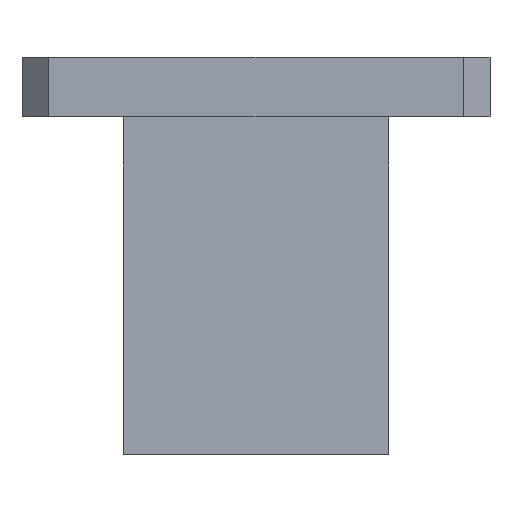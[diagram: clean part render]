
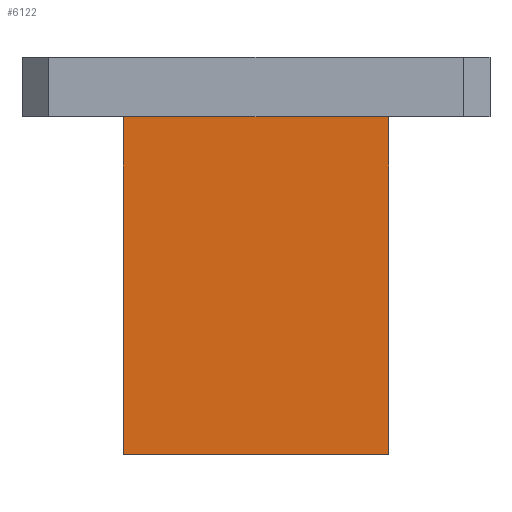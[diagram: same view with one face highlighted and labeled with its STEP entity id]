
A CAD part, front view. The second image highlights one B-rep face of the part: STEP entity #6122.
In plain terms, the highlighted planar face has unit normal (0, -1, 0).
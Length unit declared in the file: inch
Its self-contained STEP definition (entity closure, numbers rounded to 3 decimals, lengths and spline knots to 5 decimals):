
#25 = DIRECTION ( 'NONE',  ( 0., 0., 1. ) ) ;
#422 = CARTESIAN_POINT ( 'NONE',  ( -0.5, -0.25, -1.5 ) ) ;
#634 = ORIENTED_EDGE ( 'NONE', *, *, #7096, .T. ) ;
#1157 = DIRECTION ( 'NONE',  ( -1., 0., 0. ) ) ;
#1977 = EDGE_CURVE ( 'NONE', #10905, #10268, #3504, .T. ) ;
#2380 = EDGE_CURVE ( 'NONE', #9773, #10268, #4615, .T. ) ;
#2561 = CARTESIAN_POINT ( 'NONE',  ( -0.5, -0.25, -1.5 ) ) ;
#2930 = DIRECTION ( 'NONE',  ( 0., -1., 0. ) ) ;
#3102 = ORIENTED_EDGE ( 'NONE', *, *, #1977, .T. ) ;
#3504 = LINE ( 'NONE', #4487, #3738 ) ;
#3538 = VECTOR ( 'NONE', #10530, 39.37008 ) ;
#3738 = VECTOR ( 'NONE', #1157, 39.37008 ) ;
#4182 = VECTOR ( 'NONE', #25, 39.37008 ) ;
#4487 = CARTESIAN_POINT ( 'NONE',  ( 0., -0.25, -0.225 ) ) ;
#4615 = LINE ( 'NONE', #7985, #13422 ) ;
#5536 = ORIENTED_EDGE ( 'NONE', *, *, #8564, .T. ) ;
#6122 = ADVANCED_FACE ( 'NONE', ( #12205 ), #10996, .T. ) ;
#7096 = EDGE_CURVE ( 'NONE', #9773, #12797, #11584, .T. ) ;
#7197 = CARTESIAN_POINT ( 'NONE',  ( -0.5, -0.25, -0.225 ) ) ;
#7869 = CARTESIAN_POINT ( 'NONE',  ( 0.5, -0.25, -1.5 ) ) ;
#7985 = CARTESIAN_POINT ( 'NONE',  ( -0.5, -0.25, -1.5 ) ) ;
#8564 = EDGE_CURVE ( 'NONE', #12797, #10905, #11278, .T. ) ;
#8865 = CARTESIAN_POINT ( 'NONE',  ( -0.5, -0.25, -1.5 ) ) ;
#9196 = DIRECTION ( 'NONE',  ( 0., 0., 1. ) ) ;
#9773 = VERTEX_POINT ( 'NONE', #2561 ) ;
#10268 = VERTEX_POINT ( 'NONE', #7197 ) ;
#10530 = DIRECTION ( 'NONE',  ( 1., 0., 0. ) ) ;
#10905 = VERTEX_POINT ( 'NONE', #11466 ) ;
#10996 = PLANE ( 'NONE',  #11272 ) ;
#11272 = AXIS2_PLACEMENT_3D ( 'NONE', #8865, #2930, #13184 ) ;
#11278 = LINE ( 'NONE', #7869, #4182 ) ;
#11466 = CARTESIAN_POINT ( 'NONE',  ( 0.5, -0.25, -0.225 ) ) ;
#11584 = LINE ( 'NONE', #422, #3538 ) ;
#12205 = FACE_OUTER_BOUND ( 'NONE', #13188, .T. ) ;
#12797 = VERTEX_POINT ( 'NONE', #13624 ) ;
#13184 = DIRECTION ( 'NONE',  ( 0., 0., -1. ) ) ;
#13188 = EDGE_LOOP ( 'NONE', ( #5536, #3102, #13701, #634 ) ) ;
#13422 = VECTOR ( 'NONE', #9196, 39.37008 ) ;
#13624 = CARTESIAN_POINT ( 'NONE',  ( 0.5, -0.25, -1.5 ) ) ;
#13701 = ORIENTED_EDGE ( 'NONE', *, *, #2380, .F. ) ;
